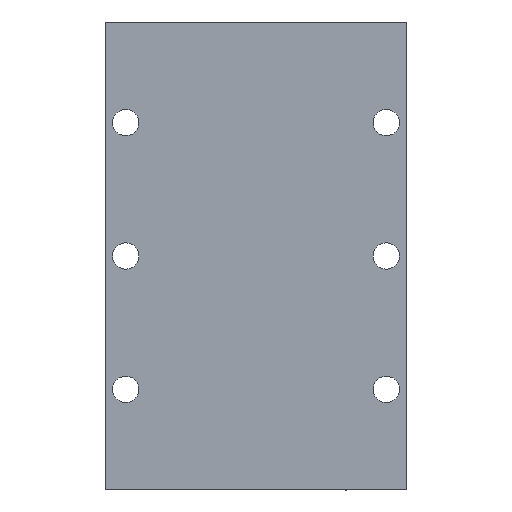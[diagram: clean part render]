
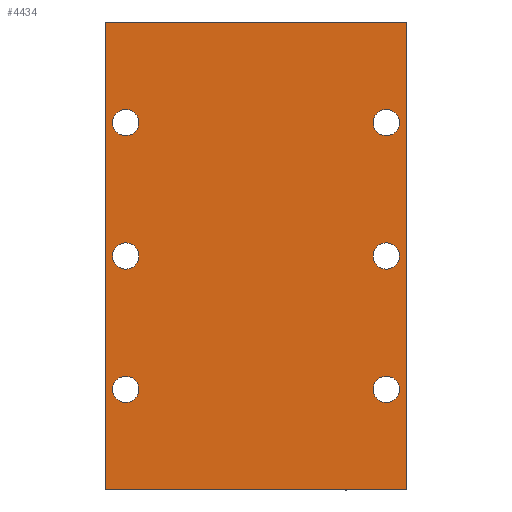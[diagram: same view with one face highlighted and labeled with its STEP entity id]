
A CAD part, front view. The second image highlights one B-rep face of the part: STEP entity #4434.
In plain terms, the highlighted planar face has unit normal (0, -1, 0).
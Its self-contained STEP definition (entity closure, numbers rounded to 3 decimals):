
#3467 = DIRECTION ( 'NONE',  ( 0., 0., 1. ) ) ;
#3468 = DIRECTION ( 'NONE',  ( 0., 1., 0. ) ) ;
#3479 = PLANE ( 'NONE',  #8931 ) ;
#3480 = CARTESIAN_POINT ( 'NONE',  ( 40.483, 2.738, -57.912 ) ) ;
#4434 = ADVANCED_FACE ( 'NONE', ( #10104, #10111, #10113, #10115, #10105, #10110, #10112 ), #3479, .F. ) ;
#6029 = EDGE_CURVE ( 'NONE', #11606, #11605, #20602, .T. ) ;
#6030 = EDGE_CURVE ( 'NONE', #11608, #11607, #20601, .T. ) ;
#6032 = EDGE_CURVE ( 'NONE', #27871, #27871, #20613, .T. ) ;
#6034 = EDGE_CURVE ( 'NONE', #11607, #11606, #20590, .T. ) ;
#6036 = EDGE_CURVE ( 'NONE', #27873, #27873, #20620, .T. ) ;
#6037 = EDGE_CURVE ( 'NONE', #11605, #11608, #20614, .T. ) ;
#6038 = EDGE_CURVE ( 'NONE', #27875, #27875, #20623, .T. ) ;
#6039 = EDGE_CURVE ( 'NONE', #27877, #27877, #20624, .T. ) ;
#6040 = EDGE_CURVE ( 'NONE', #27879, #27879, #20625, .T. ) ;
#6041 = EDGE_CURVE ( 'NONE', #27881, #27881, #20626, .T. ) ;
#8071 = EDGE_LOOP ( 'NONE', ( #12228 ) ) ;
#8091 = EDGE_LOOP ( 'NONE', ( #12234, #12235, #12236, #12237 ) ) ;
#8092 = EDGE_LOOP ( 'NONE', ( #12233 ) ) ;
#8093 = EDGE_LOOP ( 'NONE', ( #12232 ) ) ;
#8094 = EDGE_LOOP ( 'NONE', ( #12231 ) ) ;
#8095 = EDGE_LOOP ( 'NONE', ( #12230 ) ) ;
#8096 = EDGE_LOOP ( 'NONE', ( #12229 ) ) ;
#8931 = AXIS2_PLACEMENT_3D ( 'NONE', #3480, #3468, #3467 ) ;
#10104 = FACE_BOUND ( 'NONE', #8071, .T. ) ;
#10105 = FACE_BOUND ( 'NONE', #8093, .T. ) ;
#10110 = FACE_BOUND ( 'NONE', #8092, .T. ) ;
#10111 = FACE_BOUND ( 'NONE', #8096, .T. ) ;
#10112 = FACE_OUTER_BOUND ( 'NONE', #8091, .T. ) ;
#10113 = FACE_BOUND ( 'NONE', #8095, .T. ) ;
#10115 = FACE_BOUND ( 'NONE', #8094, .T. ) ;
#11605 = VERTEX_POINT ( 'NONE', #23635 ) ;
#11606 = VERTEX_POINT ( 'NONE', #23636 ) ;
#11607 = VERTEX_POINT ( 'NONE', #23637 ) ;
#11608 = VERTEX_POINT ( 'NONE', #23638 ) ;
#12228 = ORIENTED_EDGE ( 'NONE', *, *, #6041, .F. ) ;
#12229 = ORIENTED_EDGE ( 'NONE', *, *, #6040, .F. ) ;
#12230 = ORIENTED_EDGE ( 'NONE', *, *, #6039, .F. ) ;
#12231 = ORIENTED_EDGE ( 'NONE', *, *, #6036, .F. ) ;
#12232 = ORIENTED_EDGE ( 'NONE', *, *, #6038, .F. ) ;
#12233 = ORIENTED_EDGE ( 'NONE', *, *, #6032, .F. ) ;
#12234 = ORIENTED_EDGE ( 'NONE', *, *, #6029, .F. ) ;
#12235 = ORIENTED_EDGE ( 'NONE', *, *, #6034, .F. ) ;
#12236 = ORIENTED_EDGE ( 'NONE', *, *, #6030, .F. ) ;
#12237 = ORIENTED_EDGE ( 'NONE', *, *, #6037, .F. ) ;
#17761 = AXIS2_PLACEMENT_3D ( 'NONE', #20102, #20108, #20109 ) ;
#17766 = AXIS2_PLACEMENT_3D ( 'NONE', #20095, #20098, #20099 ) ;
#17770 = AXIS2_PLACEMENT_3D ( 'NONE', #20112, #20113, #20114 ) ;
#17773 = AXIS2_PLACEMENT_3D ( 'NONE', #20107, #20116, #20117 ) ;
#17774 = AXIS2_PLACEMENT_3D ( 'NONE', #20097, #20119, #20120 ) ;
#17775 = AXIS2_PLACEMENT_3D ( 'NONE', #20115, #20121, #20122 ) ;
#20090 = CARTESIAN_POINT ( 'NONE',  ( 3.145, 2.738, 0. ) ) ;
#20091 = DIRECTION ( 'NONE',  ( 1., 0., 0. ) ) ;
#20093 = CARTESIAN_POINT ( 'NONE',  ( 3.145, 2.738, -57.912 ) ) ;
#20094 = DIRECTION ( 'NONE',  ( -1., 0., 0. ) ) ;
#20095 = CARTESIAN_POINT ( 'NONE',  ( 5.685, 2.738, -45.466 ) ) ;
#20097 = CARTESIAN_POINT ( 'NONE',  ( 37.943, 2.738, -28.956 ) ) ;
#20098 = DIRECTION ( 'NONE',  ( 0., -1., 0. ) ) ;
#20099 = DIRECTION ( 'NONE',  ( -1., 0., 0. ) ) ;
#20102 = CARTESIAN_POINT ( 'NONE',  ( 37.943, 2.738, -45.466 ) ) ;
#20103 = CARTESIAN_POINT ( 'NONE',  ( 3.145, 2.738, -57.912 ) ) ;
#20104 = DIRECTION ( 'NONE',  ( 0., 0., 1. ) ) ;
#20107 = CARTESIAN_POINT ( 'NONE',  ( 37.943, 2.738, -12.446 ) ) ;
#20108 = DIRECTION ( 'NONE',  ( 0., -1., 0. ) ) ;
#20109 = DIRECTION ( 'NONE',  ( -1., 0., 0. ) ) ;
#20110 = CARTESIAN_POINT ( 'NONE',  ( 40.483, 2.738, -57.912 ) ) ;
#20111 = DIRECTION ( 'NONE',  ( 0., 0., -1. ) ) ;
#20112 = CARTESIAN_POINT ( 'NONE',  ( 5.685, 2.738, -28.956 ) ) ;
#20113 = DIRECTION ( 'NONE',  ( 0., -1., 0. ) ) ;
#20114 = DIRECTION ( 'NONE',  ( -1., 0., 0. ) ) ;
#20115 = CARTESIAN_POINT ( 'NONE',  ( 5.685, 2.738, -12.446 ) ) ;
#20116 = DIRECTION ( 'NONE',  ( 0., -1., 0. ) ) ;
#20117 = DIRECTION ( 'NONE',  ( -1., 0., 0. ) ) ;
#20119 = DIRECTION ( 'NONE',  ( 0., -1., 0. ) ) ;
#20120 = DIRECTION ( 'NONE',  ( -1., 0., 0. ) ) ;
#20121 = DIRECTION ( 'NONE',  ( 0., -1., 0. ) ) ;
#20122 = DIRECTION ( 'NONE',  ( -1., 0., 0. ) ) ;
#20590 = LINE ( 'NONE', #20103, #20615 ) ;
#20601 = LINE ( 'NONE', #20093, #20609 ) ;
#20602 = LINE ( 'NONE', #20090, #20606 ) ;
#20606 = VECTOR ( 'NONE', #20091, 1000. ) ;
#20609 = VECTOR ( 'NONE', #20094, 1000. ) ;
#20613 = CIRCLE ( 'NONE', #17766, 1.632 ) ;
#20614 = LINE ( 'NONE', #20110, #20619 ) ;
#20615 = VECTOR ( 'NONE', #20104, 1000. ) ;
#20619 = VECTOR ( 'NONE', #20111, 1000. ) ;
#20620 = CIRCLE ( 'NONE', #17761, 1.632 ) ;
#20623 = CIRCLE ( 'NONE', #17770, 1.632 ) ;
#20624 = CIRCLE ( 'NONE', #17773, 1.632 ) ;
#20625 = CIRCLE ( 'NONE', #17774, 1.632 ) ;
#20626 = CIRCLE ( 'NONE', #17775, 1.632 ) ;
#23635 = CARTESIAN_POINT ( 'NONE',  ( 40.483, 2.738, 0. ) ) ;
#23636 = CARTESIAN_POINT ( 'NONE',  ( 3.145, 2.738, 0. ) ) ;
#23637 = CARTESIAN_POINT ( 'NONE',  ( 3.145, 2.738, -57.912 ) ) ;
#23638 = CARTESIAN_POINT ( 'NONE',  ( 40.483, 2.738, -57.912 ) ) ;
#27871 = VERTEX_POINT ( 'NONE', #27872 ) ;
#27872 = CARTESIAN_POINT ( 'NONE',  ( 4.053, 2.738, -45.466 ) ) ;
#27873 = VERTEX_POINT ( 'NONE', #27874 ) ;
#27874 = CARTESIAN_POINT ( 'NONE',  ( 36.311, 2.738, -45.466 ) ) ;
#27875 = VERTEX_POINT ( 'NONE', #27876 ) ;
#27876 = CARTESIAN_POINT ( 'NONE',  ( 4.053, 2.738, -28.956 ) ) ;
#27877 = VERTEX_POINT ( 'NONE', #27878 ) ;
#27878 = CARTESIAN_POINT ( 'NONE',  ( 36.311, 2.738, -12.446 ) ) ;
#27879 = VERTEX_POINT ( 'NONE', #27880 ) ;
#27880 = CARTESIAN_POINT ( 'NONE',  ( 36.311, 2.738, -28.956 ) ) ;
#27881 = VERTEX_POINT ( 'NONE', #27882 ) ;
#27882 = CARTESIAN_POINT ( 'NONE',  ( 4.053, 2.738, -12.446 ) ) ;
